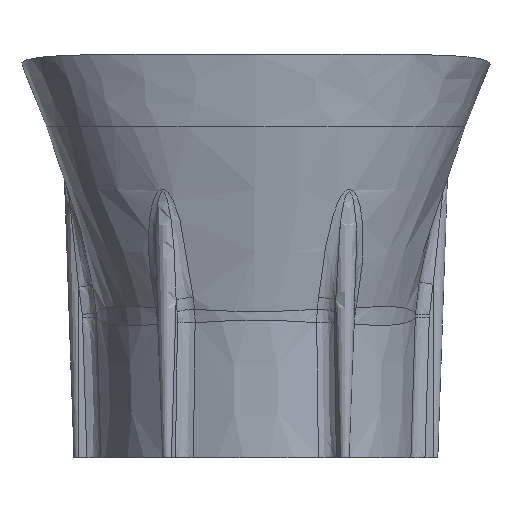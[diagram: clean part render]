
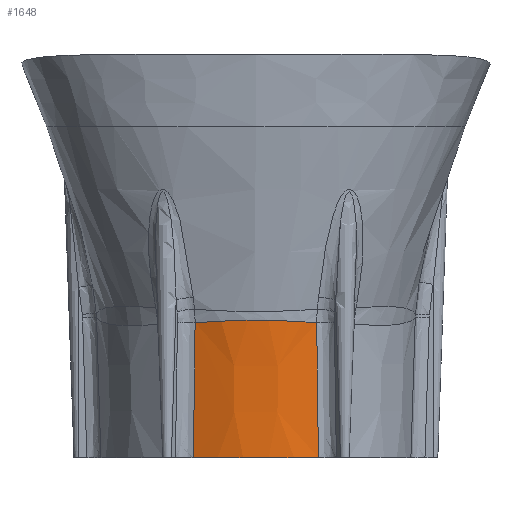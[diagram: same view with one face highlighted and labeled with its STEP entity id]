
A CAD part, front view. The second image highlights one B-rep face of the part: STEP entity #1648.
In plain terms, the highlighted conical face has half-angle 2 degrees and reference radius 33 mm.
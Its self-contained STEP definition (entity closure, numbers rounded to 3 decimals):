
#32=CONICAL_SURFACE('',#1759,33.,0.035);
#197=FACE_OUTER_BOUND('',#300,.T.);
#300=EDGE_LOOP('',(#1352,#1353,#1354,#1355));
#377=CIRCLE('',#1760,33.);
#385=B_SPLINE_CURVE_WITH_KNOTS('',3,(#2076,#2077,#2078,#2079),
 .UNSPECIFIED.,.F.,.F.,(4,4),(-3.16,-0.3),
 .UNSPECIFIED.);
#484=B_SPLINE_CURVE_WITH_KNOTS('',3,(#4825,#4826,#4827,#4828),
 .UNSPECIFIED.,.F.,.F.,(4,4),(-2.859,0.),.UNSPECIFIED.);
#529=B_SPLINE_CURVE_WITH_KNOTS('',3,(#6033,#6034,#6035,#6036,#6037,#6038,
#6039),.UNSPECIFIED.,.F.,.F.,(4,2,1,4),(-9.124,-7.276,
-6.111,-5.335),.UNSPECIFIED.);
#554=VERTEX_POINT('',#2018);
#557=VERTEX_POINT('',#2074);
#649=VERTEX_POINT('',#4741);
#651=VERTEX_POINT('',#4772);
#719=EDGE_CURVE('',#557,#554,#385,.T.);
#855=EDGE_CURVE('',#651,#649,#484,.T.);
#940=EDGE_CURVE('',#649,#557,#529,.T.);
#941=EDGE_CURVE('',#651,#554,#377,.T.);
#1352=ORIENTED_EDGE('',*,*,#719,.F.);
#1353=ORIENTED_EDGE('',*,*,#940,.F.);
#1354=ORIENTED_EDGE('',*,*,#855,.F.);
#1355=ORIENTED_EDGE('',*,*,#941,.T.);
#1648=ADVANCED_FACE('',(#197),#32,.T.);
#1759=AXIS2_PLACEMENT_3D('',#6032,#1954,#1955);
#1760=AXIS2_PLACEMENT_3D('',#6040,#1956,#1957);
#1954=DIRECTION('center_axis',(0.,0.,1.));
#1955=DIRECTION('ref_axis',(1.,0.,0.));
#1956=DIRECTION('center_axis',(0.,0.,1.));
#1957=DIRECTION('ref_axis',(1.,0.,0.));
#2018=CARTESIAN_POINT('',(13.224,-30.235,0.));
#2074=CARTESIAN_POINT('',(12.867,-31.468,28.563));
#2076=CARTESIAN_POINT('Ctrl Pts',(12.867,-31.468,28.563));
#2077=CARTESIAN_POINT('Ctrl Pts',(12.988,-31.06,19.042));
#2078=CARTESIAN_POINT('Ctrl Pts',(13.107,-30.648,9.521));
#2079=CARTESIAN_POINT('Ctrl Pts',(13.224,-30.235,0.));
#4741=CARTESIAN_POINT('',(-12.867,-31.468,28.559));
#4772=CARTESIAN_POINT('',(-13.224,-30.235,0.));
#4825=CARTESIAN_POINT('Ctrl Pts',(-13.224,-30.235,0.));
#4826=CARTESIAN_POINT('Ctrl Pts',(-13.107,-30.648,9.52));
#4827=CARTESIAN_POINT('Ctrl Pts',(-12.988,-31.06,19.04));
#4828=CARTESIAN_POINT('Ctrl Pts',(-12.867,-31.468,28.559));
#6032=CARTESIAN_POINT('Origin',(0.,0.,0.));
#6033=CARTESIAN_POINT('Ctrl Pts',(-12.867,-31.468,28.559));
#6034=CARTESIAN_POINT('Ctrl Pts',(-8.879,-33.108,28.797));
#6035=CARTESIAN_POINT('Ctrl Pts',(-4.611,-33.973,29.095));
#6036=CARTESIAN_POINT('Ctrl Pts',(2.362,-34.043,29.12));
#6037=CARTESIAN_POINT('Ctrl Pts',(6.908,-33.535,28.914));
#6038=CARTESIAN_POINT('Ctrl Pts',(11.201,-32.153,28.659));
#6039=CARTESIAN_POINT('Ctrl Pts',(12.867,-31.468,28.563));
#6040=CARTESIAN_POINT('Origin',(0.,0.,0.));
